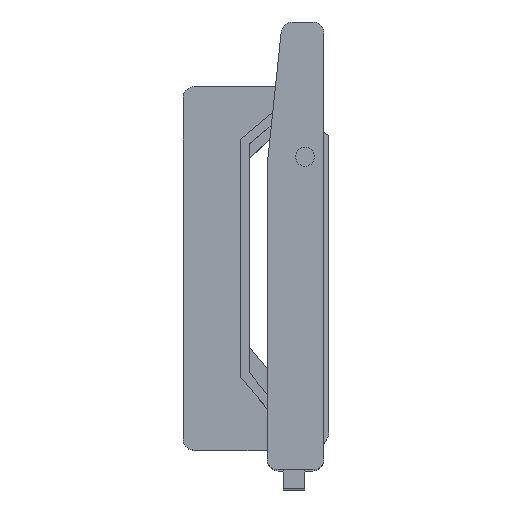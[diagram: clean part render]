
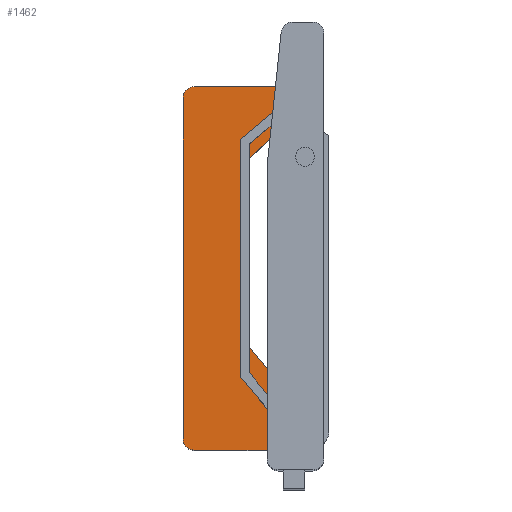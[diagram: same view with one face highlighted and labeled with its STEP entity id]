
A CAD part, top view. The second image highlights one B-rep face of the part: STEP entity #1462.
In plain terms, the highlighted planar face has unit normal (0, 0, 1).
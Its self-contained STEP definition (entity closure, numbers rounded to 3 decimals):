
#13 = DIRECTION ( 'NONE',  ( -0.643, 0.766, 0. ) ) ;
#92 = DIRECTION ( 'NONE',  ( 0., -1., 0. ) ) ;
#105 = DIRECTION ( 'NONE',  ( 0., 1., 0. ) ) ;
#118 = VECTOR ( 'NONE', #92, 1000. ) ;
#224 = CARTESIAN_POINT ( 'NONE',  ( -341., 1010.961, 337.5 ) ) ;
#231 = AXIS2_PLACEMENT_3D ( 'NONE', #520, #1166, #3374 ) ;
#253 = ORIENTED_EDGE ( 'NONE', *, *, #3028, .T. ) ;
#269 = ORIENTED_EDGE ( 'NONE', *, *, #1208, .F. ) ;
#274 = CARTESIAN_POINT ( 'NONE',  ( -371., 82.961, 337.5 ) ) ;
#304 = ORIENTED_EDGE ( 'NONE', *, *, #764, .F. ) ;
#307 = CARTESIAN_POINT ( 'NONE',  ( -371., 980.961, 337.5 ) ) ;
#322 = ORIENTED_EDGE ( 'NONE', *, *, #693, .T. ) ;
#325 = EDGE_CURVE ( 'NONE', #3911, #1757, #2817, .T. ) ;
#333 = CARTESIAN_POINT ( 'NONE',  ( -97.202, 995.961, 337.5 ) ) ;
#369 = VERTEX_POINT ( 'NONE', #1799 ) ;
#435 = ORIENTED_EDGE ( 'NONE', *, *, #3859, .T. ) ;
#477 = DIRECTION ( 'NONE',  ( -1., 0., 0. ) ) ;
#520 = CARTESIAN_POINT ( 'NONE',  ( -341., 980.961, 337.5 ) ) ;
#521 = VECTOR ( 'NONE', #3158, 1000. ) ;
#548 = LINE ( 'NONE', #3410, #2048 ) ;
#579 = CARTESIAN_POINT ( 'NONE',  ( -196., 822.532, 337.5 ) ) ;
#619 = DIRECTION ( 'NONE',  ( 0., 1., 0. ) ) ;
#620 = CARTESIAN_POINT ( 'NONE',  ( -107., 966.198, 337.5 ) ) ;
#665 = VERTEX_POINT ( 'NONE', #274 ) ;
#693 = EDGE_CURVE ( 'NONE', #2423, #3911, #3892, .T. ) ;
#720 = LINE ( 'NONE', #3813, #1413 ) ;
#764 = EDGE_CURVE ( 'NONE', #810, #1757, #4034, .T. ) ;
#779 = AXIS2_PLACEMENT_3D ( 'NONE', #2337, #2363, #477 ) ;
#792 = VECTOR ( 'NONE', #1651, 1000. ) ;
#810 = VERTEX_POINT ( 'NONE', #3265 ) ;
#831 = DIRECTION ( 'NONE',  ( -0.574, -0.819, 0. ) ) ;
#839 = DIRECTION ( 'NONE',  ( 0., 1., 0. ) ) ;
#905 = ORIENTED_EDGE ( 'NONE', *, *, #1850, .T. ) ;
#941 = ORIENTED_EDGE ( 'NONE', *, *, #3748, .T. ) ;
#986 = ORIENTED_EDGE ( 'NONE', *, *, #325, .T. ) ;
#1018 = CARTESIAN_POINT ( 'NONE',  ( -107., 505.481, 337.5 ) ) ;
#1022 = CARTESIAN_POINT ( 'NONE',  ( -503.367, 1243.737, 337.5 ) ) ;
#1087 = CARTESIAN_POINT ( 'NONE',  ( -97.202, 505.481, 337.5 ) ) ;
#1132 = ORIENTED_EDGE ( 'NONE', *, *, #1422, .T. ) ;
#1134 = EDGE_CURVE ( 'NONE', #1950, #369, #3434, .T. ) ;
#1161 = LINE ( 'NONE', #1087, #3984 ) ;
#1166 = DIRECTION ( 'NONE',  ( 0., 0., 1. ) ) ;
#1208 = EDGE_CURVE ( 'NONE', #3822, #810, #1692, .T. ) ;
#1257 = VECTOR ( 'NONE', #3907, 1000. ) ;
#1271 = VECTOR ( 'NONE', #4079, 1000. ) ;
#1274 = CARTESIAN_POINT ( 'NONE',  ( -107., 52.961, 337.5 ) ) ;
#1288 = CARTESIAN_POINT ( 'NONE',  ( -371., 505.481, 337.5 ) ) ;
#1330 = EDGE_CURVE ( 'NONE', #1859, #1950, #3430, .T. ) ;
#1370 = PLANE ( 'NONE',  #779 ) ;
#1413 = VECTOR ( 'NONE', #13, 1000. ) ;
#1422 = EDGE_CURVE ( 'NONE', #1780, #1859, #2601, .T. ) ;
#1462 = ADVANCED_FACE ( 'NONE', ( #1681 ), #1370, .T. ) ;
#1474 = ORIENTED_EDGE ( 'NONE', *, *, #1330, .T. ) ;
#1501 = LINE ( 'NONE', #1288, #118 ) ;
#1651 = DIRECTION ( 'NONE',  ( 0., 1., 0. ) ) ;
#1681 = FACE_OUTER_BOUND ( 'NONE', #3226, .T. ) ;
#1692 = LINE ( 'NONE', #1776, #2661 ) ;
#1733 = CARTESIAN_POINT ( 'NONE',  ( -97.202, 1010.961, 337.5 ) ) ;
#1757 = VERTEX_POINT ( 'NONE', #620 ) ;
#1776 = CARTESIAN_POINT ( 'NONE',  ( -631.343, 233.13, 337.5 ) ) ;
#1780 = VERTEX_POINT ( 'NONE', #3398 ) ;
#1799 = CARTESIAN_POINT ( 'NONE',  ( -107., 217.93, 337.5 ) ) ;
#1850 = EDGE_CURVE ( 'NONE', #369, #3686, #720, .T. ) ;
#1859 = VERTEX_POINT ( 'NONE', #1274 ) ;
#1885 = VECTOR ( 'NONE', #105, 1000. ) ;
#1904 = CARTESIAN_POINT ( 'NONE',  ( -1020.299, 1010.961, 337.5 ) ) ;
#1914 = CARTESIAN_POINT ( 'NONE',  ( -107., 150., 337.5 ) ) ;
#1926 = VECTOR ( 'NONE', #2289, 1000. ) ;
#1950 = VERTEX_POINT ( 'NONE', #1914 ) ;
#1972 = VECTOR ( 'NONE', #2882, 1000. ) ;
#2005 = CARTESIAN_POINT ( 'NONE',  ( -107., 505.481, 337.5 ) ) ;
#2048 = VECTOR ( 'NONE', #619, 1000. ) ;
#2157 = CARTESIAN_POINT ( 'NONE',  ( -341., 82.961, 337.5 ) ) ;
#2238 = VERTEX_POINT ( 'NONE', #224 ) ;
#2289 = DIRECTION ( 'NONE',  ( 0.819, -0.574, 0. ) ) ;
#2337 = CARTESIAN_POINT ( 'NONE',  ( -1020.299, 505.481, 337.5 ) ) ;
#2363 = DIRECTION ( 'NONE',  ( 0., 0., 1. ) ) ;
#2369 = ORIENTED_EDGE ( 'NONE', *, *, #2964, .T. ) ;
#2423 = VERTEX_POINT ( 'NONE', #579 ) ;
#2442 = DIRECTION ( 'NONE',  ( 1., 0., 0. ) ) ;
#2521 = AXIS2_PLACEMENT_3D ( 'NONE', #2157, #3387, #2442 ) ;
#2601 = LINE ( 'NONE', #3616, #1257 ) ;
#2635 = ORIENTED_EDGE ( 'NONE', *, *, #3993, .T. ) ;
#2661 = VECTOR ( 'NONE', #831, 1000. ) ;
#2765 = LINE ( 'NONE', #1904, #521 ) ;
#2787 = ORIENTED_EDGE ( 'NONE', *, *, #1134, .T. ) ;
#2817 = LINE ( 'NONE', #2005, #1885 ) ;
#2829 = CIRCLE ( 'NONE', #2521, 30. ) ;
#2882 = DIRECTION ( 'NONE',  ( 0., 1., 0. ) ) ;
#2964 = EDGE_CURVE ( 'NONE', #3280, #2238, #2765, .T. ) ;
#3028 = EDGE_CURVE ( 'NONE', #3822, #3280, #1161, .T. ) ;
#3158 = DIRECTION ( 'NONE',  ( -1., 0., 0. ) ) ;
#3226 = EDGE_LOOP ( 'NONE', ( #2369, #941, #2635, #3408, #1132, #1474, #2787, #905, #435, #322, #986, #304, #269, #253 ) ) ;
#3265 = CARTESIAN_POINT ( 'NONE',  ( -114.41, 971.387, 337.5 ) ) ;
#3280 = VERTEX_POINT ( 'NONE', #1733 ) ;
#3374 = DIRECTION ( 'NONE',  ( 1., 0., 0. ) ) ;
#3387 = DIRECTION ( 'NONE',  ( 0., 0., 1. ) ) ;
#3398 = CARTESIAN_POINT ( 'NONE',  ( -341., 52.961, 337.5 ) ) ;
#3408 = ORIENTED_EDGE ( 'NONE', *, *, #3642, .T. ) ;
#3410 = CARTESIAN_POINT ( 'NONE',  ( -196., 505.481, 337.5 ) ) ;
#3424 = CARTESIAN_POINT ( 'NONE',  ( -107., 902.668, 337.5 ) ) ;
#3430 = LINE ( 'NONE', #3875, #1972 ) ;
#3434 = LINE ( 'NONE', #1018, #792 ) ;
#3616 = CARTESIAN_POINT ( 'NONE',  ( -1020.299, 52.961, 337.5 ) ) ;
#3636 = VERTEX_POINT ( 'NONE', #307 ) ;
#3642 = EDGE_CURVE ( 'NONE', #665, #1780, #2829, .T. ) ;
#3661 = CIRCLE ( 'NONE', #231, 30. ) ;
#3679 = CARTESIAN_POINT ( 'NONE',  ( -196., 323.996, 337.5 ) ) ;
#3686 = VERTEX_POINT ( 'NONE', #3679 ) ;
#3748 = EDGE_CURVE ( 'NONE', #2238, #3636, #3661, .T. ) ;
#3757 = CARTESIAN_POINT ( 'NONE',  ( -808.888, 270.685, 337.5 ) ) ;
#3813 = CARTESIAN_POINT ( 'NONE',  ( -625.944, 836.384, 337.5 ) ) ;
#3822 = VERTEX_POINT ( 'NONE', #333 ) ;
#3859 = EDGE_CURVE ( 'NONE', #3686, #2423, #548, .T. ) ;
#3875 = CARTESIAN_POINT ( 'NONE',  ( -107., 505.481, 337.5 ) ) ;
#3892 = LINE ( 'NONE', #3757, #1271 ) ;
#3907 = DIRECTION ( 'NONE',  ( 1., 0., 0. ) ) ;
#3911 = VERTEX_POINT ( 'NONE', #3424 ) ;
#3984 = VECTOR ( 'NONE', #839, 1000. ) ;
#3993 = EDGE_CURVE ( 'NONE', #3636, #665, #1501, .T. ) ;
#4034 = LINE ( 'NONE', #1022, #1926 ) ;
#4079 = DIRECTION ( 'NONE',  ( 0.743, 0.669, 0. ) ) ;
